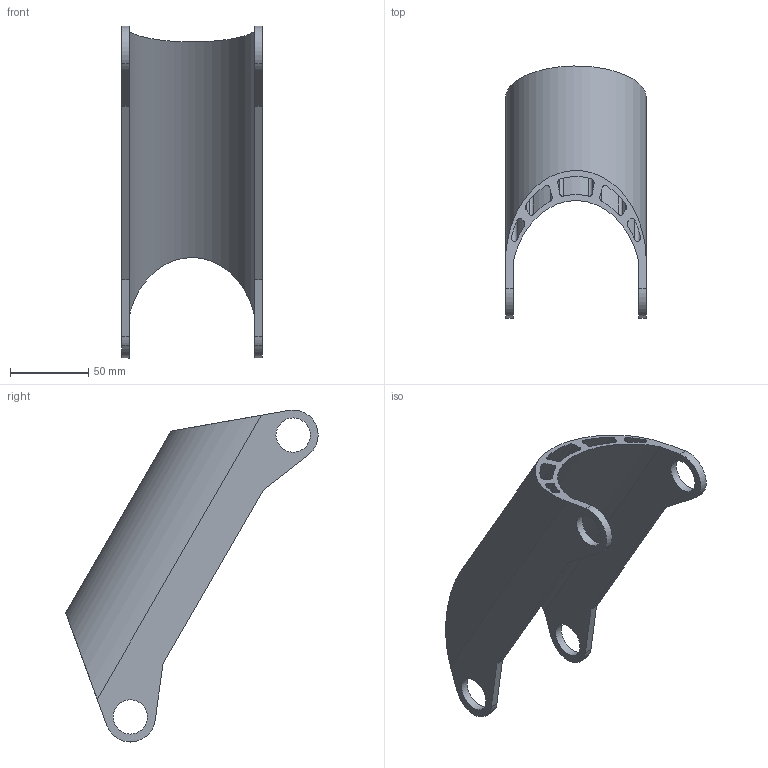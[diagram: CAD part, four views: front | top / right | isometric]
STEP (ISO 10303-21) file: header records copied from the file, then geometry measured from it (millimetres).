
FILE_DESCRIPTION(('FreeCAD Model'),'2;1');
FILE_NAME('arm section.step', '2020-07-13T18:55:38',('Author'),(''), 'Open CASCADE STEP processor 7.2','FreeCAD','Unknown');
FILE_SCHEMA(('AUTOMOTIVE_DESIGN { 1 0 10303 214 1 1 1 1 }'));
Length unit declared in the file: millimetre
Products named in the file (1): Upper_high_section
Bounding box: 90 x 161.24 x 212.13 mm (x, y, z)
Volume: 200708.9 mm3; surface area: 107422.1 mm2
Topology: 1 solids, 1 shells, 64 faces, 186 edges, 124 vertices
Faces by surface type: cylinder 44, plane 20
Full cylindrical faces by diameter (mm): 21.9 x4
Entity records: 5426 total; most frequent: CARTESIAN_POINT 1391, DIRECTION 638, ORIENTED_EDGE 372, PCURVE 372, DEFINITIONAL_REPRESENTATION 372, LINE 258, VECTOR 258, EDGE_CURVE 186
